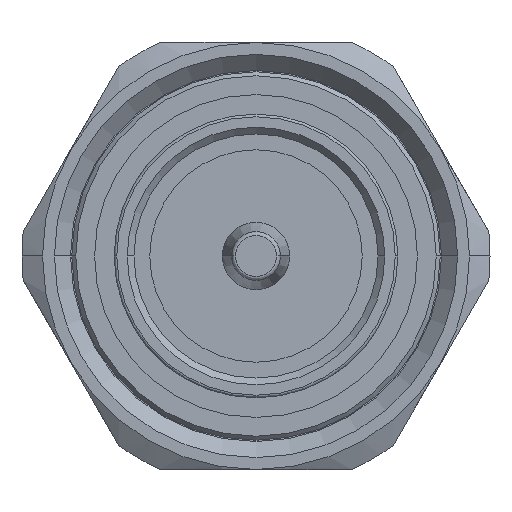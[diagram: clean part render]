
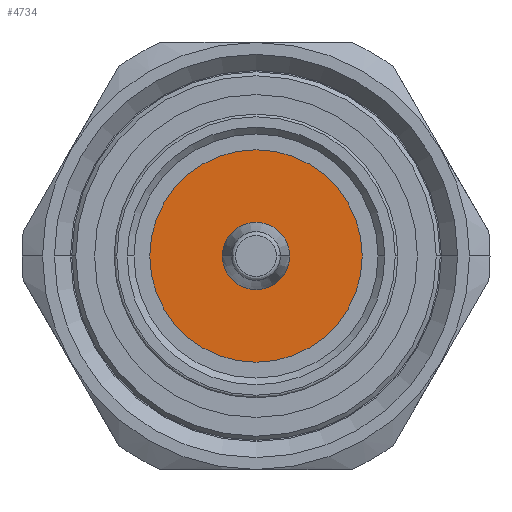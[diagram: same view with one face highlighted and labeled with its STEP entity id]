
A CAD part, left-side view. The second image highlights one B-rep face of the part: STEP entity #4734.
In plain terms, the highlighted planar face has unit normal (-1, 0, 0).
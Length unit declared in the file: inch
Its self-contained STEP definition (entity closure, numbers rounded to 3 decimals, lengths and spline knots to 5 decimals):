
#151 = FACE_BOUND ( 'NONE', #1390, .T. ) ;
#172 = DIRECTION ( 'NONE',  ( -1., 0., 0. ) ) ;
#364 = EDGE_CURVE ( 'NONE', #4677, #4149, #4133, .T. ) ;
#600 = DIRECTION ( 'NONE',  ( 0., 0., -1. ) ) ;
#882 = EDGE_LOOP ( 'NONE', ( #1398, #2100 ) ) ;
#1153 = CIRCLE ( 'NONE', #1783, 0.09843 ) ;
#1328 = AXIS2_PLACEMENT_3D ( 'NONE', #3594, #172, #4752 ) ;
#1390 = EDGE_LOOP ( 'NONE', ( #3474, #2126 ) ) ;
#1398 = ORIENTED_EDGE ( 'NONE', *, *, #364, .T. ) ;
#1423 = VERTEX_POINT ( 'NONE', #3757 ) ;
#1436 = CIRCLE ( 'NONE', #1759, 0.31102 ) ;
#1536 = DIRECTION ( 'NONE',  ( 1., 0., 0. ) ) ;
#1641 = CARTESIAN_POINT ( 'NONE',  ( 0.18228, 0., 0. ) ) ;
#1759 = AXIS2_PLACEMENT_3D ( 'NONE', #1641, #1990, #3450 ) ;
#1783 = AXIS2_PLACEMENT_3D ( 'NONE', #4263, #1536, #3062 ) ;
#1890 = CARTESIAN_POINT ( 'NONE',  ( 0.18228, 0., 0.31102 ) ) ;
#1946 = CARTESIAN_POINT ( 'NONE',  ( 0.18228, 0., 0. ) ) ;
#1990 = DIRECTION ( 'NONE',  ( 1., 0., 0. ) ) ;
#2048 = EDGE_CURVE ( 'NONE', #2716, #1423, #2219, .T. ) ;
#2079 = PLANE ( 'NONE',  #1328 ) ;
#2100 = ORIENTED_EDGE ( 'NONE', *, *, #4847, .F. ) ;
#2126 = ORIENTED_EDGE ( 'NONE', *, *, #2048, .F. ) ;
#2171 = CARTESIAN_POINT ( 'NONE',  ( 0.18228, 0., 0. ) ) ;
#2219 = CIRCLE ( 'NONE', #4607, 0.09843 ) ;
#2230 = AXIS2_PLACEMENT_3D ( 'NONE', #1946, #4573, #4158 ) ;
#2390 = CARTESIAN_POINT ( 'NONE',  ( 0.18228, 0., -0.09843 ) ) ;
#2716 = VERTEX_POINT ( 'NONE', #2390 ) ;
#2829 = CARTESIAN_POINT ( 'NONE',  ( 0.18228, 0., -0.31102 ) ) ;
#2944 = DIRECTION ( 'NONE',  ( -1., 0., 0. ) ) ;
#3062 = DIRECTION ( 'NONE',  ( 0., 0., -1. ) ) ;
#3203 = FACE_OUTER_BOUND ( 'NONE', #882, .T. ) ;
#3450 = DIRECTION ( 'NONE',  ( 0., 0., -1. ) ) ;
#3474 = ORIENTED_EDGE ( 'NONE', *, *, #4554, .T. ) ;
#3594 = CARTESIAN_POINT ( 'NONE',  ( 0.18228, 0., 0. ) ) ;
#3757 = CARTESIAN_POINT ( 'NONE',  ( 0.18228, 0., 0.09843 ) ) ;
#4133 = CIRCLE ( 'NONE', #2230, 0.31102 ) ;
#4149 = VERTEX_POINT ( 'NONE', #1890 ) ;
#4158 = DIRECTION ( 'NONE',  ( 0., 0., -1. ) ) ;
#4263 = CARTESIAN_POINT ( 'NONE',  ( 0.18228, 0., 0. ) ) ;
#4554 = EDGE_CURVE ( 'NONE', #2716, #1423, #1153, .T. ) ;
#4573 = DIRECTION ( 'NONE',  ( -1., 0., 0. ) ) ;
#4607 = AXIS2_PLACEMENT_3D ( 'NONE', #2171, #2944, #600 ) ;
#4677 = VERTEX_POINT ( 'NONE', #2829 ) ;
#4734 = ADVANCED_FACE ( 'NONE', ( #151, #3203 ), #2079, .T. ) ;
#4752 = DIRECTION ( 'NONE',  ( 0., 0., 1. ) ) ;
#4847 = EDGE_CURVE ( 'NONE', #4677, #4149, #1436, .T. ) ;
